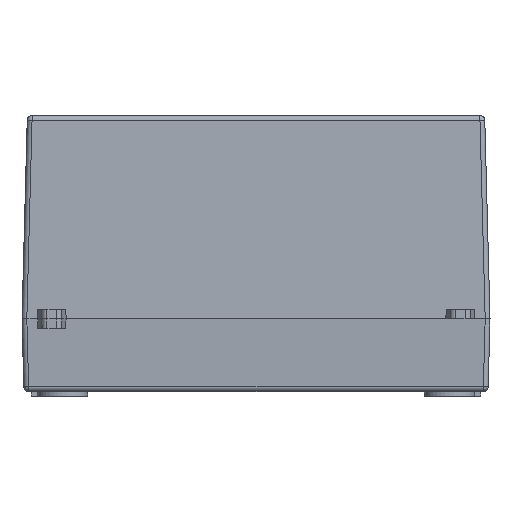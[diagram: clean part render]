
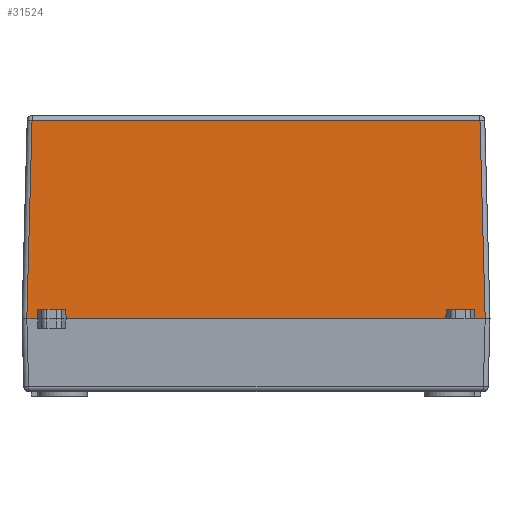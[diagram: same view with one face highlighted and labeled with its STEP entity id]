
A CAD part, front view. The second image highlights one B-rep face of the part: STEP entity #31524.
In plain terms, the highlighted face is planar.
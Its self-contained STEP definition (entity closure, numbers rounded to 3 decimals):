
#24153=CARTESIAN_POINT('',(77.5,-42.,70.35));
#24192=DIRECTION('',(0.,0.,1.));
#24193=VECTOR('',#24192,18.95);
#24194=CARTESIAN_POINT('',(77.5,-42.,4.05));
#24195=LINE('',#24194,#24193);
#24199=DIRECTION('',(0.,0.,1.));
#24200=VECTOR('',#24199,20.3);
#24201=CARTESIAN_POINT('',(77.5,-42.,-16.25));
#24202=LINE('',#24201,#24200);
#24243=DIRECTION('',(0.,0.,1.));
#24244=VECTOR('',#24243,2.2);
#24245=CARTESIAN_POINT('',(77.5,-42.,-24.35));
#24246=LINE('',#24245,#24244);
#25079=DIRECTION('',(0.,0.,-1.));
#25080=VECTOR('',#25079,92.552);
#25081=CARTESIAN_POINT('',(76.426,-0.974,
69.276));
#25082=LINE('',#25081,#25080);
#25093=DIRECTION('',(0.,0.,-1.));
#25094=VECTOR('',#25093,18.95);
#25095=CARTESIAN_POINT('',(77.5,-42.,41.95));
#25096=LINE('',#25095,#25094);
#25100=DIRECTION('',(0.,0.,-1.));
#25101=VECTOR('',#25100,20.3);
#25102=CARTESIAN_POINT('',(77.5,-42.,62.25));
#25103=LINE('',#25102,#25101);
#25107=DIRECTION('',(0.,0.,-1.));
#25108=VECTOR('',#25107,2.2);
#25109=CARTESIAN_POINT('',(77.5,-42.,70.35));
#25110=LINE('',#25109,#25108);
#25114=DIRECTION('',(0.026,-0.999,0.026));
#25115=VECTOR('',#25114,41.054);
#25116=CARTESIAN_POINT('',(76.426,-0.974,
69.276));
#25117=LINE('',#25116,#25115);
#25121=DIRECTION('',(-0.026,0.999,0.026));
#25122=VECTOR('',#25121,41.054);
#25123=CARTESIAN_POINT('',(77.5,-42.,-24.35));
#25124=LINE('',#25123,#25122);
#25128=DIRECTION('',(0.,0.,-1.));
#25129=VECTOR('',#25128,1.878);
#25130=CARTESIAN_POINT('',(77.448,-40.,-20.25));
#25131=LINE('',#25130,#25129);
#25135=DIRECTION('',(0.,0.,-1.));
#25136=VECTOR('',#25135,2.1);
#25137=CARTESIAN_POINT('',(77.448,-40.,-18.15));
#25138=LINE('',#25137,#25136);
#25142=DIRECTION('',(0.,0.,-1.));
#25143=VECTOR('',#25142,1.878);
#25144=CARTESIAN_POINT('',(77.448,-40.,-16.272));
#25145=LINE('',#25144,#25143);
#25149=DIRECTION('',(-0.026,1.,0.011));
#25150=VECTOR('',#25149,2.001);
#25151=CARTESIAN_POINT('',(77.5,-42.,62.25));
#25152=LINE('',#25151,#25150);
#25191=DIRECTION('',(0.026,-1.,0.011));
#25192=VECTOR('',#25191,2.001);
#25193=CARTESIAN_POINT('',(77.448,-40.,68.128));
#25194=LINE('',#25193,#25192);
#25228=DIRECTION('',(0.,0.,1.));
#25229=VECTOR('',#25228,1.878);
#25230=CARTESIAN_POINT('',(77.448,-40.,66.25));
#25231=LINE('',#25230,#25229);
#25243=DIRECTION('',(0.,0.,1.));
#25244=VECTOR('',#25243,1.878);
#25245=CARTESIAN_POINT('',(77.448,-40.,62.272));
#25246=LINE('',#25245,#25244);
#25271=DIRECTION('',(0.,0.,1.));
#25272=VECTOR('',#25271,2.1);
#25273=CARTESIAN_POINT('',(77.448,-40.,64.15));
#25274=LINE('',#25273,#25272);
#29013=DIRECTION('',(-0.026,1.,0.011));
#29014=VECTOR('',#29013,2.001);
#29015=CARTESIAN_POINT('',(77.5,-42.,-22.15));
#29016=LINE('',#29015,#29014);
#29055=DIRECTION('',(0.026,-1.,0.011));
#29056=VECTOR('',#29055,2.001);
#29057=CARTESIAN_POINT('',(77.448,-40.,-16.272));
#29058=LINE('',#29057,#29056);
#29465=CARTESIAN_POINT('',(76.426,-0.974,
69.276));
#29466=CARTESIAN_POINT('',(76.426,-0.974,
-23.276));
#29467=VERTEX_POINT('',#29465);
#29468=VERTEX_POINT('',#29466);
#29497=CARTESIAN_POINT('',(77.448,-40.,-18.15));
#29498=CARTESIAN_POINT('',(77.448,-40.,-20.25));
#29499=VERTEX_POINT('',#29497);
#29500=VERTEX_POINT('',#29498);
#29571=CARTESIAN_POINT('',(77.448,-40.,66.25));
#29573=VERTEX_POINT('',#29571);
#29665=CARTESIAN_POINT('',(77.448,-40.,68.128));
#29666=CARTESIAN_POINT('',(77.5,-42.,68.15));
#29667=VERTEX_POINT('',#29665);
#29668=VERTEX_POINT('',#29666);
#29695=CARTESIAN_POINT('',(77.448,-40.,62.272));
#29696=CARTESIAN_POINT('',(77.448,-40.,64.15));
#29697=VERTEX_POINT('',#29695);
#29698=VERTEX_POINT('',#29696);
#29707=CARTESIAN_POINT('',(77.5,-42.,-24.35));
#29708=VERTEX_POINT('',#29707);
#29883=CARTESIAN_POINT('',(77.448,-40.,-16.272));
#29884=VERTEX_POINT('',#29883);
#29917=CARTESIAN_POINT('',(77.5,-42.,-16.25));
#29918=VERTEX_POINT('',#29917);
#29996=VERTEX_POINT('',#24153);
#30155=CARTESIAN_POINT('',(77.5,-42.,41.95));
#30156=CARTESIAN_POINT('',(77.5,-42.,23.));
#30157=VERTEX_POINT('',#30155);
#30158=VERTEX_POINT('',#30156);
#30203=CARTESIAN_POINT('',(77.5,-42.,-22.15));
#30204=VERTEX_POINT('',#30203);
#30247=CARTESIAN_POINT('',(77.448,-40.,-22.128));
#30249=VERTEX_POINT('',#30247);
#30302=CARTESIAN_POINT('',(77.5,-42.,62.25));
#30303=VERTEX_POINT('',#30302);
#30357=CARTESIAN_POINT('',(77.5,-42.,4.05));
#30358=VERTEX_POINT('',#30357);
#31487=CARTESIAN_POINT('',(77.5,-42.,25.35));
#31488=DIRECTION('',(1.,0.026,0.));
#31489=DIRECTION('',(-0.026,1.,0.));
#31490=AXIS2_PLACEMENT_3D('',#31487,#31488,#31489);
#31491=PLANE('',#31490);
#31492=ORIENTED_EDGE('',*,*,#30751,.F.);
#31493=ORIENTED_EDGE('',*,*,#30749,.F.);
#31495=ORIENTED_EDGE('',*,*,#31494,.T.);
#31497=ORIENTED_EDGE('',*,*,#31496,.T.);
#31499=ORIENTED_EDGE('',*,*,#31498,.T.);
#31501=ORIENTED_EDGE('',*,*,#31500,.T.);
#31503=ORIENTED_EDGE('',*,*,#31502,.T.);
#31504=ORIENTED_EDGE('',*,*,#30737,.F.);
#31506=ORIENTED_EDGE('',*,*,#31505,.F.);
#31507=ORIENTED_EDGE('',*,*,#31470,.T.);
#31508=ORIENTED_EDGE('',*,*,#31434,.F.);
#31509=ORIENTED_EDGE('',*,*,#30767,.T.);
#31511=ORIENTED_EDGE('',*,*,#31510,.T.);
#31513=ORIENTED_EDGE('',*,*,#31512,.F.);
#31515=ORIENTED_EDGE('',*,*,#31514,.F.);
#31517=ORIENTED_EDGE('',*,*,#31516,.F.);
#31519=ORIENTED_EDGE('',*,*,#31518,.T.);
#31520=ORIENTED_EDGE('',*,*,#30755,.T.);
#31521=ORIENTED_EDGE('',*,*,#30753,.T.);
#31522=EDGE_LOOP('',(#31492,#31493,#31495,#31497,#31499,#31501,#31503,#31504,
#31506,#31507,#31508,#31509,#31511,#31513,#31515,#31517,#31519,#31520,#31521));
#31523=FACE_OUTER_BOUND('',#31522,.F.);
#30737=EDGE_CURVE('',#29996,#29668,#25110,.T.);
#30749=EDGE_CURVE('',#30303,#30157,#25103,.T.);
#30751=EDGE_CURVE('',#30157,#30158,#25096,.T.);
#30753=EDGE_CURVE('',#30358,#30158,#24195,.T.);
#30755=EDGE_CURVE('',#29918,#30358,#24202,.T.);
#30767=EDGE_CURVE('',#29708,#30204,#24246,.T.);
#31434=EDGE_CURVE('',#29708,#29468,#25124,.T.);
#31470=EDGE_CURVE('',#29467,#29468,#25082,.T.);
#31494=EDGE_CURVE('',#30303,#29697,#25152,.T.);
#31496=EDGE_CURVE('',#29697,#29698,#25246,.T.);
#31498=EDGE_CURVE('',#29698,#29573,#25274,.T.);
#31500=EDGE_CURVE('',#29573,#29667,#25231,.T.);
#31502=EDGE_CURVE('',#29667,#29668,#25194,.T.);
#31505=EDGE_CURVE('',#29467,#29996,#25117,.T.);
#31510=EDGE_CURVE('',#30204,#30249,#29016,.T.);
#31512=EDGE_CURVE('',#29500,#30249,#25131,.T.);
#31514=EDGE_CURVE('',#29499,#29500,#25138,.T.);
#31516=EDGE_CURVE('',#29884,#29499,#25145,.T.);
#31518=EDGE_CURVE('',#29884,#29918,#29058,.T.);
#31524=ADVANCED_FACE('',(#31523),#31491,.T.);
